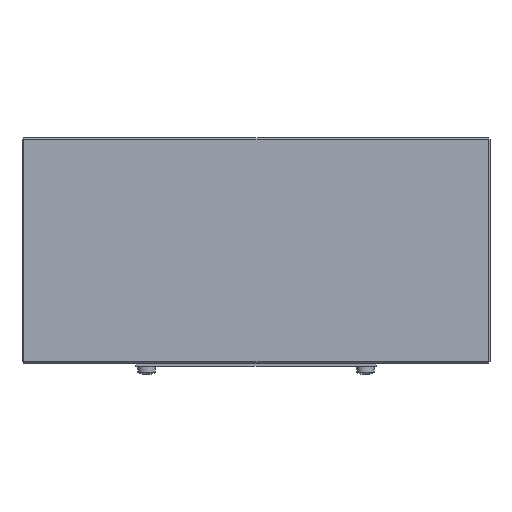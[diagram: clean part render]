
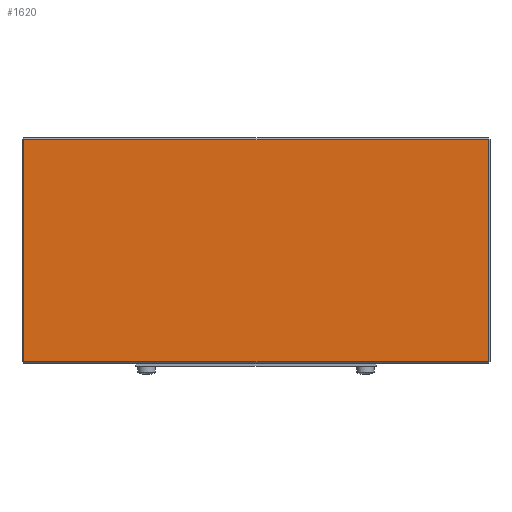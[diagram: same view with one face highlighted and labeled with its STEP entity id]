
A CAD part, front view. The second image highlights one B-rep face of the part: STEP entity #1620.
In plain terms, the highlighted planar face has unit normal (0, -1, 0).
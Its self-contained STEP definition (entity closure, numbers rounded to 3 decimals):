
#84 = DIRECTION ( 'NONE',  ( 0., 1., 0. ) ) ;
#140 = PLANE ( 'NONE',  #11548 ) ;
#677 = LINE ( 'NONE', #10744, #1465 ) ;
#685 = EDGE_CURVE ( 'NONE', #9958, #11804, #11556, .T. ) ;
#1465 = VECTOR ( 'NONE', #7863, 1000. ) ;
#1620 = ADVANCED_FACE ( 'NONE', ( #6424 ), #140, .F. ) ;
#1800 = CARTESIAN_POINT ( 'NONE',  ( 64.25, -24.8, 30.5 ) ) ;
#2296 = CARTESIAN_POINT ( 'NONE',  ( -63.75, -24.8, 30.5 ) ) ;
#2390 = CARTESIAN_POINT ( 'NONE',  ( 63.75, -24.8, 31. ) ) ;
#2695 = LINE ( 'NONE', #1800, #4181 ) ;
#2705 = CARTESIAN_POINT ( 'NONE',  ( 64.25, -24.8, 31. ) ) ;
#3333 = ORIENTED_EDGE ( 'NONE', *, *, #9090, .T. ) ;
#4181 = VECTOR ( 'NONE', #11435, 1000. ) ;
#4246 = CARTESIAN_POINT ( 'NONE',  ( 64.25, -24.8, -30.5 ) ) ;
#5133 = VECTOR ( 'NONE', #6005, 1000. ) ;
#5418 = VERTEX_POINT ( 'NONE', #2296 ) ;
#5828 = EDGE_CURVE ( 'NONE', #11804, #11229, #10783, .T. ) ;
#5905 = CARTESIAN_POINT ( 'NONE',  ( -63.75, -24.8, -30.5 ) ) ;
#6005 = DIRECTION ( 'NONE',  ( 0., 0., 1. ) ) ;
#6424 = FACE_OUTER_BOUND ( 'NONE', #11555, .T. ) ;
#6593 = EDGE_CURVE ( 'NONE', #5418, #9958, #677, .T. ) ;
#6928 = ORIENTED_EDGE ( 'NONE', *, *, #685, .T. ) ;
#7198 = ORIENTED_EDGE ( 'NONE', *, *, #6593, .T. ) ;
#7510 = VECTOR ( 'NONE', #8735, 1000. ) ;
#7863 = DIRECTION ( 'NONE',  ( 0., 0., -1. ) ) ;
#8735 = DIRECTION ( 'NONE',  ( 1., 0., 0. ) ) ;
#9090 = EDGE_CURVE ( 'NONE', #11229, #5418, #2695, .T. ) ;
#9101 = ORIENTED_EDGE ( 'NONE', *, *, #5828, .T. ) ;
#9118 = DIRECTION ( 'NONE',  ( 0., 0., 1. ) ) ;
#9958 = VERTEX_POINT ( 'NONE', #5905 ) ;
#10744 = CARTESIAN_POINT ( 'NONE',  ( -63.75, -24.8, 31. ) ) ;
#10783 = LINE ( 'NONE', #2390, #5133 ) ;
#11036 = CARTESIAN_POINT ( 'NONE',  ( 63.75, -24.8, 30.5 ) ) ;
#11229 = VERTEX_POINT ( 'NONE', #11036 ) ;
#11288 = CARTESIAN_POINT ( 'NONE',  ( 63.75, -24.8, -30.5 ) ) ;
#11435 = DIRECTION ( 'NONE',  ( -1., 0., 0. ) ) ;
#11548 = AXIS2_PLACEMENT_3D ( 'NONE', #2705, #84, #9118 ) ;
#11555 = EDGE_LOOP ( 'NONE', ( #6928, #9101, #3333, #7198 ) ) ;
#11556 = LINE ( 'NONE', #4246, #7510 ) ;
#11804 = VERTEX_POINT ( 'NONE', #11288 ) ;
